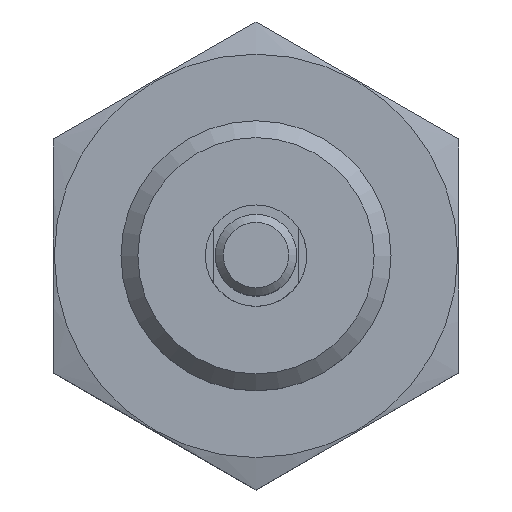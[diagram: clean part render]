
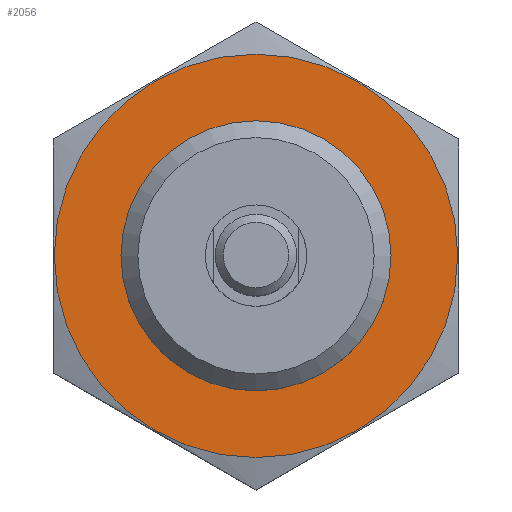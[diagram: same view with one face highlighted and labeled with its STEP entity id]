
A CAD part, top view. The second image highlights one B-rep face of the part: STEP entity #2056.
In plain terms, the highlighted face is planar.
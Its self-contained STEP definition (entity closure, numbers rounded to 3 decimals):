
#206=PLANE('',#2243);
#600=ORIENTED_EDGE('',*,*,#847,.F.);
#601=ORIENTED_EDGE('',*,*,#848,.T.);
#847=EDGE_CURVE('',#1007,#1007,#1113,.T.);
#848=EDGE_CURVE('',#1008,#1008,#1114,.T.);
#1007=VERTEX_POINT('',#3201);
#1008=VERTEX_POINT('',#3203);
#1113=CIRCLE('',#2244,11.95);
#1114=CIRCLE('',#2245,8.);
#1237=EDGE_LOOP('',(#600));
#1238=EDGE_LOOP('',(#601));
#1388=FACE_BOUND('',#1237,.T.);
#1389=FACE_BOUND('',#1238,.T.);
#2056=ADVANCED_FACE('',(#1388,#1389),#206,.F.);
#2243=AXIS2_PLACEMENT_3D('',#3199,#2638,#2639);
#2244=AXIS2_PLACEMENT_3D('',#3200,#2640,#2641);
#2245=AXIS2_PLACEMENT_3D('',#3202,#2642,#2643);
#2638=DIRECTION('',(0.,-1.,0.));
#2639=DIRECTION('',(0.,0.,-1.));
#2640=DIRECTION('',(0.,-1.,0.));
#2641=DIRECTION('',(0.,0.,-1.));
#2642=DIRECTION('',(0.,-1.,0.));
#2643=DIRECTION('',(0.,0.,-1.));
#3199=CARTESIAN_POINT('',(0.,0.,0.));
#3200=CARTESIAN_POINT('',(0.,0.,0.));
#3201=CARTESIAN_POINT('',(0.,0.,-11.95));
#3202=CARTESIAN_POINT('',(0.,0.,0.));
#3203=CARTESIAN_POINT('',(0.,0.,-8.));
